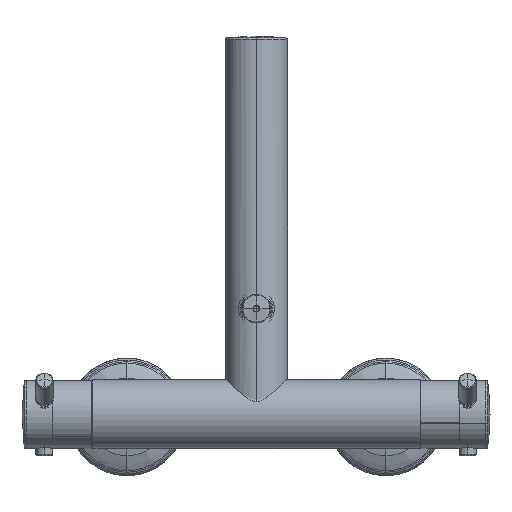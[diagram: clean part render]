
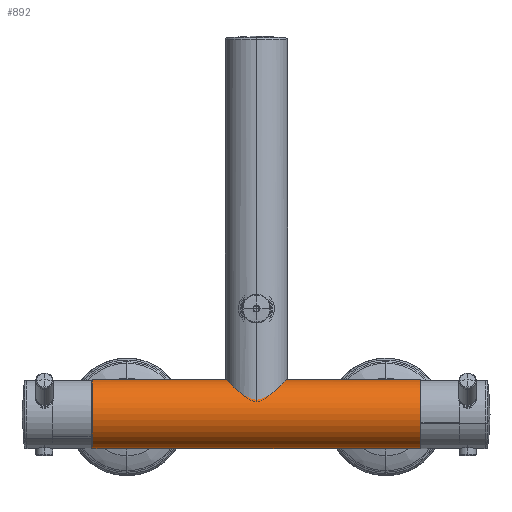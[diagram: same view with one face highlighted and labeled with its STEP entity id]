
A CAD part, top view. The second image highlights one B-rep face of the part: STEP entity #892.
In plain terms, the highlighted cylindrical face has radius 20 mm (diameter 40 mm), a partial arc.
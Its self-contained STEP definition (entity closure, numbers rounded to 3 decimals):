
#749=CARTESIAN_POINT('Axis2P3D Location',(20.,0.,838.)) ;
#754=CARTESIAN_POINT('Line Origine',(20.,-20.,838.)) ;
#758=CARTESIAN_POINT('Vertex',(-170.,-20.,838.)) ;
#760=CARTESIAN_POINT('Vertex',(-167.25,-20.,838.)) ;
#764=CARTESIAN_POINT('Control Point',(-167.25,-20.,838.)) ;
#765=CARTESIAN_POINT('Control Point',(-167.25,-20.,838.108)) ;
#766=CARTESIAN_POINT('Control Point',(-167.239,-19.999,838.216)) ;
#767=CARTESIAN_POINT('Control Point',(-167.216,-19.998,838.321)) ;
#768=CARTESIAN_POINT('Control Point',(-167.146,-19.994,838.526)) ;
#769=CARTESIAN_POINT('Control Point',(-167.033,-19.988,838.714)) ;
#770=CARTESIAN_POINT('Control Point',(-166.966,-19.984,838.804)) ;
#771=CARTESIAN_POINT('Control Point',(-166.816,-19.977,838.964)) ;
#772=CARTESIAN_POINT('Control Point',(-166.634,-19.971,839.086)) ;
#773=CARTESIAN_POINT('Control Point',(-166.537,-19.968,839.137)) ;
#774=CARTESIAN_POINT('Control Point',(-166.281,-19.962,839.237)) ;
#775=CARTESIAN_POINT('Control Point',(-166.006,-19.96,839.266)) ;
#776=CARTESIAN_POINT('Control Point',(-165.842,-19.961,839.256)) ;
#777=CARTESIAN_POINT('Control Point',(-165.572,-19.964,839.195)) ;
#778=CARTESIAN_POINT('Control Point',(-165.331,-19.972,839.065)) ;
#779=CARTESIAN_POINT('Control Point',(-165.24,-19.975,839.003)) ;
#780=CARTESIAN_POINT('Control Point',(-165.017,-19.984,838.807)) ;
#781=CARTESIAN_POINT('Control Point',(-164.857,-19.993,838.551)) ;
#782=CARTESIAN_POINT('Control Point',(-164.783,-19.998,838.375)) ;
#783=CARTESIAN_POINT('Control Point',(-164.75,-20.,838.189)) ;
#784=CARTESIAN_POINT('Control Point',(-164.75,-20.,838.)) ;
#785=CARTESIAN_POINT('Vertex',(-164.75,-20.,838.)) ;
#788=CARTESIAN_POINT('Line Origine',(20.,-20.,838.)) ;
#792=CARTESIAN_POINT('Vertex',(20.,-20.,838.)) ;
#795=CARTESIAN_POINT('Axis2P3D Location',(20.,0.,838.)) ;
#799=CARTESIAN_POINT('Vertex',(20.,20.,838.)) ;
#802=CARTESIAN_POINT('Line Origine',(20.,20.,838.)) ;
#806=CARTESIAN_POINT('Vertex',(-63.,20.,838.)) ;
#810=CARTESIAN_POINT('Control Point',(-63.,20.,838.)) ;
#811=CARTESIAN_POINT('Control Point',(-63.,20.,839.386)) ;
#812=CARTESIAN_POINT('Control Point',(-63.319,19.88,840.777)) ;
#813=CARTESIAN_POINT('Control Point',(-63.968,19.637,842.09)) ;
#814=CARTESIAN_POINT('Control Point',(-64.861,19.327,843.25)) ;
#815=CARTESIAN_POINT('Control Point',(-65.945,19.,844.245)) ;
#816=CARTESIAN_POINT('Vertex',(-65.945,19.,844.245)) ;
#820=CARTESIAN_POINT('Control Point',(-75.,16.703,849.)) ;
#821=CARTESIAN_POINT('Control Point',(-74.094,16.703,849.)) ;
#822=CARTESIAN_POINT('Control Point',(-73.188,16.764,848.908)) ;
#823=CARTESIAN_POINT('Control Point',(-72.294,16.887,848.721)) ;
#824=CARTESIAN_POINT('Control Point',(-70.967,17.155,848.296)) ;
#825=CARTESIAN_POINT('Control Point',(-69.726,17.509,847.671)) ;
#826=CARTESIAN_POINT('Control Point',(-69.314,17.638,847.435)) ;
#827=CARTESIAN_POINT('Control Point',(-68.289,17.987,846.768)) ;
#828=CARTESIAN_POINT('Control Point',(-67.363,18.357,845.968)) ;
#829=CARTESIAN_POINT('Control Point',(-66.84,18.581,845.436)) ;
#830=CARTESIAN_POINT('Control Point',(-66.369,18.798,844.861)) ;
#831=CARTESIAN_POINT('Control Point',(-65.945,19.,844.245)) ;
#832=CARTESIAN_POINT('Vertex',(-75.,16.703,849.)) ;
#836=CARTESIAN_POINT('Control Point',(-84.055,19.,844.245)) ;
#837=CARTESIAN_POINT('Control Point',(-83.686,18.824,844.781)) ;
#838=CARTESIAN_POINT('Control Point',(-83.281,18.637,845.286)) ;
#839=CARTESIAN_POINT('Control Point',(-82.844,18.446,845.752)) ;
#840=CARTESIAN_POINT('Control Point',(-82.015,18.106,846.518)) ;
#841=CARTESIAN_POINT('Control Point',(-81.097,17.776,847.174)) ;
#842=CARTESIAN_POINT('Control Point',(-80.691,17.639,847.432)) ;
#843=CARTESIAN_POINT('Control Point',(-79.393,17.24,848.158)) ;
#844=CARTESIAN_POINT('Control Point',(-77.985,16.928,848.659)) ;
#845=CARTESIAN_POINT('Control Point',(-77.001,16.778,848.887)) ;
#846=CARTESIAN_POINT('Control Point',(-76.,16.703,849.)) ;
#847=CARTESIAN_POINT('Control Point',(-75.,16.703,849.)) ;
#848=CARTESIAN_POINT('Vertex',(-84.055,19.,844.245)) ;
#852=CARTESIAN_POINT('Control Point',(-84.055,19.,844.245)) ;
#853=CARTESIAN_POINT('Control Point',(-84.717,19.2,843.637)) ;
#854=CARTESIAN_POINT('Control Point',(-85.309,19.393,842.968)) ;
#855=CARTESIAN_POINT('Control Point',(-85.818,19.57,842.235)) ;
#856=CARTESIAN_POINT('Control Point',(-86.352,19.761,841.217)) ;
#857=CARTESIAN_POINT('Control Point',(-86.697,19.887,840.145)) ;
#858=CARTESIAN_POINT('Control Point',(-86.767,19.913,839.889)) ;
#859=CARTESIAN_POINT('Control Point',(-86.888,19.958,839.361)) ;
#860=CARTESIAN_POINT('Control Point',(-86.962,19.986,838.825)) ;
#861=CARTESIAN_POINT('Control Point',(-86.987,19.995,838.549)) ;
#862=CARTESIAN_POINT('Control Point',(-87.,20.,838.275)) ;
#863=CARTESIAN_POINT('Control Point',(-87.,20.,838.)) ;
#864=CARTESIAN_POINT('Vertex',(-87.,20.,838.)) ;
#867=CARTESIAN_POINT('Line Origine',(20.,20.,838.)) ;
#871=CARTESIAN_POINT('Vertex',(-170.,20.,838.)) ;
#874=CARTESIAN_POINT('Axis2P3D Location',(-170.,0.,838.)) ;
#756=VECTOR('Line Direction',#755,1.) ;
#790=VECTOR('Line Direction',#789,1.) ;
#804=VECTOR('Line Direction',#803,1.) ;
#869=VECTOR('Line Direction',#868,1.) ;
#750=DIRECTION('Axis2P3D Direction',(-1.,0.,0.)) ;
#751=DIRECTION('Axis2P3D XDirection',(0.,0.,-1.)) ;
#755=DIRECTION('Vector Direction',(-1.,0.,0.)) ;
#789=DIRECTION('Vector Direction',(-1.,0.,0.)) ;
#796=DIRECTION('Axis2P3D Direction',(-1.,0.,0.)) ;
#803=DIRECTION('Vector Direction',(-1.,0.,0.)) ;
#868=DIRECTION('Vector Direction',(-1.,0.,0.)) ;
#875=DIRECTION('Axis2P3D Direction',(-1.,0.,0.)) ;
#752=AXIS2_PLACEMENT_3D('Cylinder Axis2P3D',#749,#750,#751) ;
#797=AXIS2_PLACEMENT_3D('Circle Axis2P3D',#795,#796,$) ;
#876=AXIS2_PLACEMENT_3D('Circle Axis2P3D',#874,#875,$) ;
#757=LINE('Line',#754,#756) ;
#791=LINE('Line',#788,#790) ;
#805=LINE('Line',#802,#804) ;
#870=LINE('Line',#867,#869) ;
#798=CIRCLE('generated circle',#797,20.) ;
#877=CIRCLE('generated circle',#876,20.) ;
#753=CYLINDRICAL_SURFACE('generated cylinder',#752,20.) ;
#762=EDGE_CURVE('',#759,#761,#757,.F.) ;
#787=EDGE_CURVE('',#761,#786,#763,.T.) ;
#794=EDGE_CURVE('',#786,#793,#791,.F.) ;
#801=EDGE_CURVE('',#793,#800,#798,.T.) ;
#808=EDGE_CURVE('',#800,#807,#805,.T.) ;
#818=EDGE_CURVE('',#807,#817,#809,.T.) ;
#834=EDGE_CURVE('',#817,#833,#819,.F.) ;
#850=EDGE_CURVE('',#833,#849,#835,.F.) ;
#866=EDGE_CURVE('',#849,#865,#851,.T.) ;
#873=EDGE_CURVE('',#865,#872,#870,.T.) ;
#878=EDGE_CURVE('',#872,#759,#877,.F.) ;
#880=ORIENTED_EDGE('',*,*,#762,.T.) ;
#881=ORIENTED_EDGE('',*,*,#787,.T.) ;
#882=ORIENTED_EDGE('',*,*,#794,.T.) ;
#883=ORIENTED_EDGE('',*,*,#801,.T.) ;
#884=ORIENTED_EDGE('',*,*,#808,.T.) ;
#885=ORIENTED_EDGE('',*,*,#818,.T.) ;
#886=ORIENTED_EDGE('',*,*,#834,.T.) ;
#887=ORIENTED_EDGE('',*,*,#850,.T.) ;
#888=ORIENTED_EDGE('',*,*,#866,.T.) ;
#889=ORIENTED_EDGE('',*,*,#873,.T.) ;
#890=ORIENTED_EDGE('',*,*,#878,.T.) ;
#879=EDGE_LOOP('',(#880,#881,#882,#883,#884,#885,#886,#887,#888,#889,#890)) ;
#759=VERTEX_POINT('',#758) ;
#761=VERTEX_POINT('',#760) ;
#786=VERTEX_POINT('',#785) ;
#793=VERTEX_POINT('',#792) ;
#800=VERTEX_POINT('',#799) ;
#807=VERTEX_POINT('',#806) ;
#817=VERTEX_POINT('',#816) ;
#833=VERTEX_POINT('',#832) ;
#849=VERTEX_POINT('',#848) ;
#865=VERTEX_POINT('',#864) ;
#872=VERTEX_POINT('',#871) ;
#892=ADVANCED_FACE('Superficie.3311',(#891),#753,.T.) ;
#763=B_SPLINE_CURVE_WITH_KNOTS('',5,(#764,#765,#766,#767,#768,#769,#770,#771,#772,#773,#774,#775,#776,#777,#778,#779,#780,#781,#782,#783,#784),.UNSPECIFIED.,.F.,.U.,(6,3,3,3,3,3,6),(0.,0.762,1.538,2.309,3.475,4.241,5.568),.UNSPECIFIED.) ;
#809=B_SPLINE_CURVE_WITH_KNOTS('',5,(#810,#811,#812,#813,#814,#815),.UNSPECIFIED.,.F.,.U.,(6,6),(0.,10.256),.UNSPECIFIED.) ;
#819=B_SPLINE_CURVE_WITH_KNOTS('',5,(#820,#821,#822,#823,#824,#825,#826,#827,#828,#829,#830,#831),.UNSPECIFIED.,.F.,.U.,(6,3,3,6),(0.,6.614,10.079,15.473),.UNSPECIFIED.) ;
#835=B_SPLINE_CURVE_WITH_KNOTS('',5,(#836,#837,#838,#839,#840,#841,#842,#843,#844,#845,#846,#847),.UNSPECIFIED.,.F.,.U.,(6,3,3,6),(0.,4.698,8.181,15.488),.UNSPECIFIED.) ;
#851=B_SPLINE_CURVE_WITH_KNOTS('',5,(#852,#853,#854,#855,#856,#857,#858,#859,#860,#861,#862,#863),.UNSPECIFIED.,.F.,.U.,(6,3,3,6),(0.,6.228,8.163,10.179),.UNSPECIFIED.) ;
#891=FACE_OUTER_BOUND('',#879,.T.) ;
